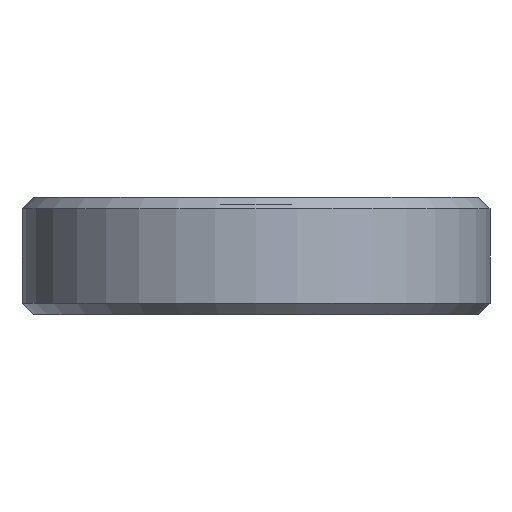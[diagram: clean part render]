
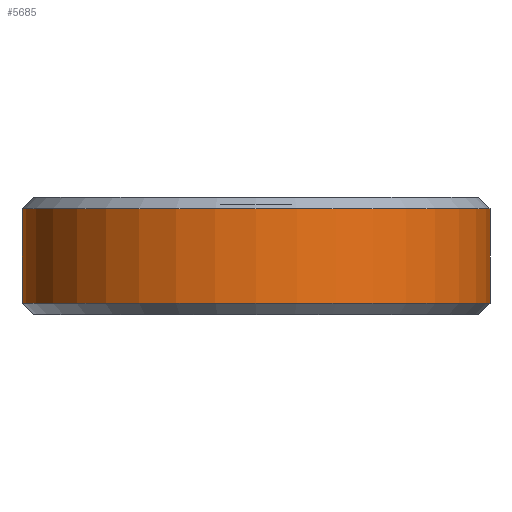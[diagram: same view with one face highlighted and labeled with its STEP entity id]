
A CAD part, left-side view. The second image highlights one B-rep face of the part: STEP entity #5685.
In plain terms, the highlighted cylindrical face has radius 6.25 mm (diameter 12.5 mm), a partial arc.
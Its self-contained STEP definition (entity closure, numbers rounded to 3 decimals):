
#972 = CONICAL_SURFACE('',#973,6.25,0.785);
#973 = AXIS2_PLACEMENT_3D('',#974,#975,#976);
#974 = CARTESIAN_POINT('',(0.,0.,0.3));
#975 = DIRECTION('',(0.,0.,1.));
#976 = DIRECTION('',(0.,1.,0.));
#2477 = VERTEX_POINT('',#2478);
#2478 = CARTESIAN_POINT('',(0.,-6.25,0.3));
#2513 = PLANE('',#2514);
#2514 = AXIS2_PLACEMENT_3D('',#2515,#2516,#2517);
#2515 = CARTESIAN_POINT('',(237.5,-6.25,0.));
#2516 = DIRECTION('',(0.,-1.,0.));
#2517 = DIRECTION('',(-1.,0.,0.));
#2532 = VERTEX_POINT('',#2533);
#2533 = CARTESIAN_POINT('',(0.,6.25,0.3));
#2547 = PLANE('',#2548);
#2548 = AXIS2_PLACEMENT_3D('',#2549,#2550,#2551);
#2549 = CARTESIAN_POINT('',(237.5,6.25,0.));
#2550 = DIRECTION('',(0.,-1.,0.));
#2551 = DIRECTION('',(-1.,0.,0.));
#2584 = EDGE_CURVE('',#2532,#2477,#2585,.T.);
#2585 = SURFACE_CURVE('',#2586,(#2591,#2598),.PCURVE_S1.);
#2586 = CIRCLE('',#2587,6.25);
#2587 = AXIS2_PLACEMENT_3D('',#2588,#2589,#2590);
#2588 = CARTESIAN_POINT('',(0.,0.,0.3));
#2589 = DIRECTION('',(0.,-0.,1.));
#2590 = DIRECTION('',(0.,1.,0.));
#2591 = PCURVE('',#972,#2592);
#2592 = DEFINITIONAL_REPRESENTATION('',(#2593),#2597);
#2593 = LINE('',#2594,#2595);
#2594 = CARTESIAN_POINT('',(0.,-0.));
#2595 = VECTOR('',#2596,1.);
#2596 = DIRECTION('',(1.,-0.));
#2597 = ( GEOMETRIC_REPRESENTATION_CONTEXT(2) 
PARAMETRIC_REPRESENTATION_CONTEXT() REPRESENTATION_CONTEXT('2D SPACE',''
  ) );
#2598 = PCURVE('',#2599,#2604);
#2599 = CYLINDRICAL_SURFACE('',#2600,6.25);
#2600 = AXIS2_PLACEMENT_3D('',#2601,#2602,#2603);
#2601 = CARTESIAN_POINT('',(0.,0.,0.));
#2602 = DIRECTION('',(-0.,-0.,-1.));
#2603 = DIRECTION('',(1.,0.,0.));
#2604 = DEFINITIONAL_REPRESENTATION('',(#2605),#2609);
#2605 = LINE('',#2606,#2607);
#2606 = CARTESIAN_POINT('',(-1.571,-0.3));
#2607 = VECTOR('',#2608,1.);
#2608 = DIRECTION('',(-1.,0.));
#2609 = ( GEOMETRIC_REPRESENTATION_CONTEXT(2) 
PARAMETRIC_REPRESENTATION_CONTEXT() REPRESENTATION_CONTEXT('2D SPACE',''
  ) );
#5583 = VERTEX_POINT('',#5584);
#5584 = CARTESIAN_POINT('',(0.,-6.25,2.825));
#5610 = EDGE_CURVE('',#2477,#5583,#5611,.T.);
#5611 = SURFACE_CURVE('',#5612,(#5616,#5623),.PCURVE_S1.);
#5612 = LINE('',#5613,#5614);
#5613 = CARTESIAN_POINT('',(0.,-6.25,0.));
#5614 = VECTOR('',#5615,1.);
#5615 = DIRECTION('',(0.,0.,1.));
#5616 = PCURVE('',#2513,#5617);
#5617 = DEFINITIONAL_REPRESENTATION('',(#5618),#5622);
#5618 = LINE('',#5619,#5620);
#5619 = CARTESIAN_POINT('',(237.5,0.));
#5620 = VECTOR('',#5621,1.);
#5621 = DIRECTION('',(0.,-1.));
#5622 = ( GEOMETRIC_REPRESENTATION_CONTEXT(2) 
PARAMETRIC_REPRESENTATION_CONTEXT() REPRESENTATION_CONTEXT('2D SPACE',''
  ) );
#5623 = PCURVE('',#2599,#5624);
#5624 = DEFINITIONAL_REPRESENTATION('',(#5625),#5629);
#5625 = LINE('',#5626,#5627);
#5626 = CARTESIAN_POINT('',(-4.712,0.));
#5627 = VECTOR('',#5628,1.);
#5628 = DIRECTION('',(-0.,-1.));
#5629 = ( GEOMETRIC_REPRESENTATION_CONTEXT(2) 
PARAMETRIC_REPRESENTATION_CONTEXT() REPRESENTATION_CONTEXT('2D SPACE',''
  ) );
#5637 = VERTEX_POINT('',#5638);
#5638 = CARTESIAN_POINT('',(0.,6.25,2.825));
#5664 = EDGE_CURVE('',#2532,#5637,#5665,.T.);
#5665 = SURFACE_CURVE('',#5666,(#5670,#5677),.PCURVE_S1.);
#5666 = LINE('',#5667,#5668);
#5667 = CARTESIAN_POINT('',(0.,6.25,0.));
#5668 = VECTOR('',#5669,1.);
#5669 = DIRECTION('',(0.,0.,1.));
#5670 = PCURVE('',#2547,#5671);
#5671 = DEFINITIONAL_REPRESENTATION('',(#5672),#5676);
#5672 = LINE('',#5673,#5674);
#5673 = CARTESIAN_POINT('',(237.5,0.));
#5674 = VECTOR('',#5675,1.);
#5675 = DIRECTION('',(0.,-1.));
#5676 = ( GEOMETRIC_REPRESENTATION_CONTEXT(2) 
PARAMETRIC_REPRESENTATION_CONTEXT() REPRESENTATION_CONTEXT('2D SPACE',''
  ) );
#5677 = PCURVE('',#2599,#5678);
#5678 = DEFINITIONAL_REPRESENTATION('',(#5679),#5683);
#5679 = LINE('',#5680,#5681);
#5680 = CARTESIAN_POINT('',(-1.571,0.));
#5681 = VECTOR('',#5682,1.);
#5682 = DIRECTION('',(-0.,-1.));
#5683 = ( GEOMETRIC_REPRESENTATION_CONTEXT(2) 
PARAMETRIC_REPRESENTATION_CONTEXT() REPRESENTATION_CONTEXT('2D SPACE',''
  ) );
#5685 = ADVANCED_FACE('',(#5686),#2599,.T.);
#5686 = FACE_BOUND('',#5687,.F.);
#5687 = EDGE_LOOP('',(#5688,#5689,#5716,#5717));
#5688 = ORIENTED_EDGE('',*,*,#5664,.T.);
#5689 = ORIENTED_EDGE('',*,*,#5690,.T.);
#5690 = EDGE_CURVE('',#5637,#5583,#5691,.T.);
#5691 = SURFACE_CURVE('',#5692,(#5697,#5704),.PCURVE_S1.);
#5692 = CIRCLE('',#5693,6.25);
#5693 = AXIS2_PLACEMENT_3D('',#5694,#5695,#5696);
#5694 = CARTESIAN_POINT('',(0.,0.,2.825));
#5695 = DIRECTION('',(0.,-0.,1.));
#5696 = DIRECTION('',(0.,1.,0.));
#5697 = PCURVE('',#2599,#5698);
#5698 = DEFINITIONAL_REPRESENTATION('',(#5699),#5703);
#5699 = LINE('',#5700,#5701);
#5700 = CARTESIAN_POINT('',(-1.571,-2.825));
#5701 = VECTOR('',#5702,1.);
#5702 = DIRECTION('',(-1.,0.));
#5703 = ( GEOMETRIC_REPRESENTATION_CONTEXT(2) 
PARAMETRIC_REPRESENTATION_CONTEXT() REPRESENTATION_CONTEXT('2D SPACE',''
  ) );
#5704 = PCURVE('',#5705,#5710);
#5705 = CONICAL_SURFACE('',#5706,6.25,0.785);
#5706 = AXIS2_PLACEMENT_3D('',#5707,#5708,#5709);
#5707 = CARTESIAN_POINT('',(0.,0.,2.825));
#5708 = DIRECTION('',(-0.,-0.,-1.));
#5709 = DIRECTION('',(0.,1.,0.));
#5710 = DEFINITIONAL_REPRESENTATION('',(#5711),#5715);
#5711 = LINE('',#5712,#5713);
#5712 = CARTESIAN_POINT('',(-0.,-0.));
#5713 = VECTOR('',#5714,1.);
#5714 = DIRECTION('',(-1.,-0.));
#5715 = ( GEOMETRIC_REPRESENTATION_CONTEXT(2) 
PARAMETRIC_REPRESENTATION_CONTEXT() REPRESENTATION_CONTEXT('2D SPACE',''
  ) );
#5716 = ORIENTED_EDGE('',*,*,#5610,.F.);
#5717 = ORIENTED_EDGE('',*,*,#2584,.F.);
